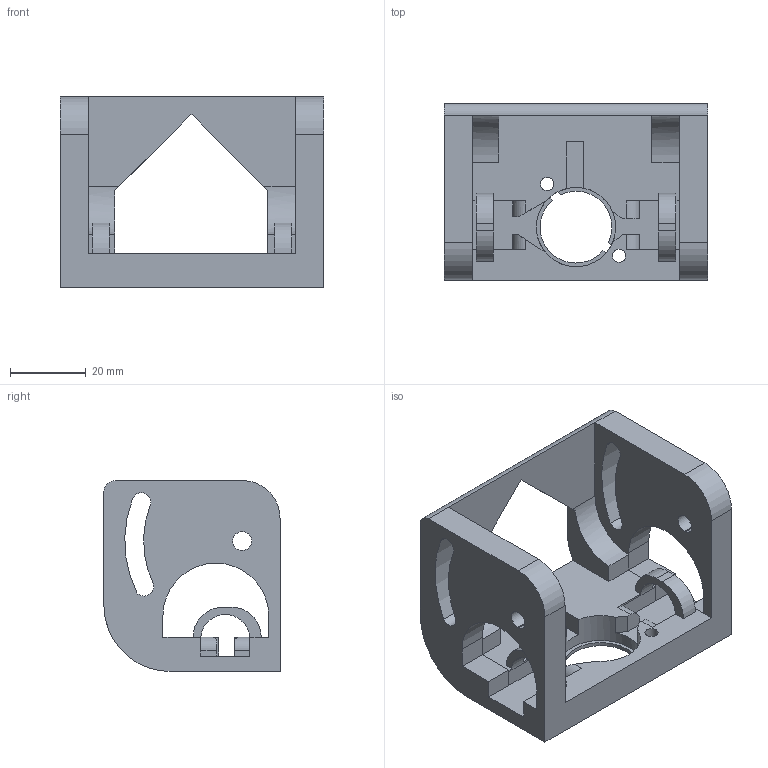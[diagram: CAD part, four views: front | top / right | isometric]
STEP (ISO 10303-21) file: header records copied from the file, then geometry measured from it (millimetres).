
FILE_DESCRIPTION(/* description */ (''),/* implementation_level */ '2;1');
FILE_NAME(/* name */ 'LEDHolder v1.step',/* time_stamp */ '2023-11-14T10:50:54-07:00',/* author */ (''),/* organization */ (''),/* preprocessor_version */ 'ST-DEVELOPER v20',/* originating_system */ 'Autodesk Translation Framework v12.14.0.127',/* authorisation */ '');
FILE_SCHEMA (('AUTOMOTIVE_DESIGN { 1 0 10303 214 3 1 1 }'));
Length unit declared in the file: millimetre
Products named in the file (1): LEDHolder
Bounding box: 69.8 x 46.6 x 50.5 mm (x, y, z)
Volume: 43260.8 mm3; surface area: 20257.2 mm2
Topology: 1 solids, 1 shells, 114 faces, 349 edges, 228 vertices
Faces by surface type: plane 73, cylinder 41
Full cylindrical faces by diameter (mm): 3.5 x2, 21 x1
Entity records: 3996 total; most frequent: CARTESIAN_POINT 712, ORIENTED_EDGE 698, DIRECTION 677, EDGE_CURVE 349, LINE 243, VECTOR 243, VERTEX_POINT 228, AXIS2_PLACEMENT_3D 217
